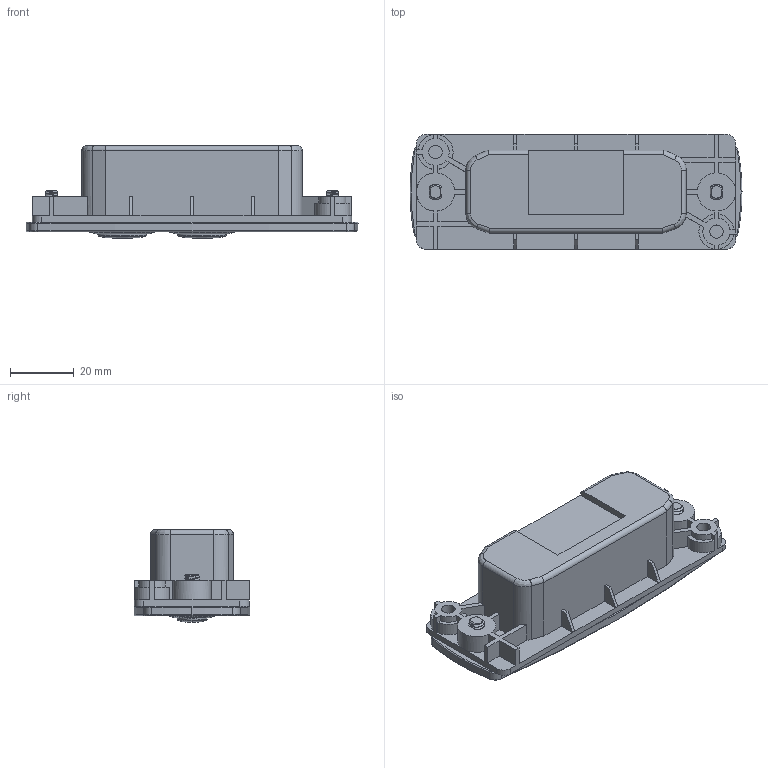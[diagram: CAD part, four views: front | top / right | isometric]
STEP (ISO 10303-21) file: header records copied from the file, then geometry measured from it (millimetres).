
FILE_DESCRIPTION (( 'STEP AP203' ), '1' );
FILE_NAME ('MP.STEP', '2017-10-17T12:30:35', ( 'admin' ), ( 'Hewlett-Packard Company' ), 'SwSTEP 2.0', 'SolidWorks 2016', '' );
FILE_SCHEMA (( 'CONFIG_CONTROL_DESIGN' ));
Products named in the file (1): MP
Bounding box: 104 x 36.28 x 29 mm (x, y, z)
Volume: 57402 mm3; surface area: 23699.9 mm2
Topology: 2 solids, 2 shells, 613 faces, 1727 edges, 1136 vertices
Faces by surface type: plane 328, cylinder 174, bspline 89, torus 18, cone 4
Entity records: 38753 total; most frequent: CARTESIAN_POINT 24101, ORIENTED_EDGE 3446, DIRECTION 2546, EDGE_CURVE 1723, VERTEX_POINT 1136, VECTOR 996, LINE 996, AXIS2_PLACEMENT_3D 775
